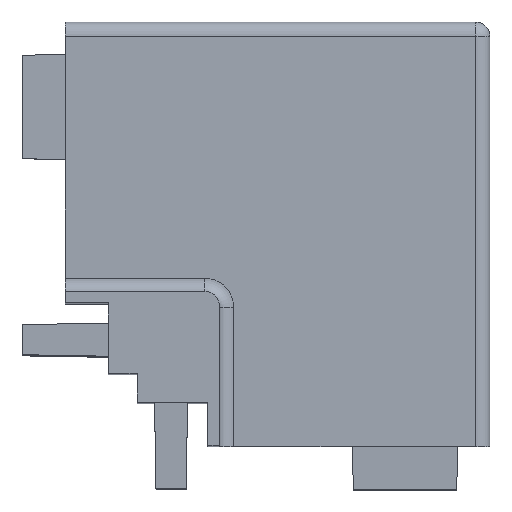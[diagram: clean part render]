
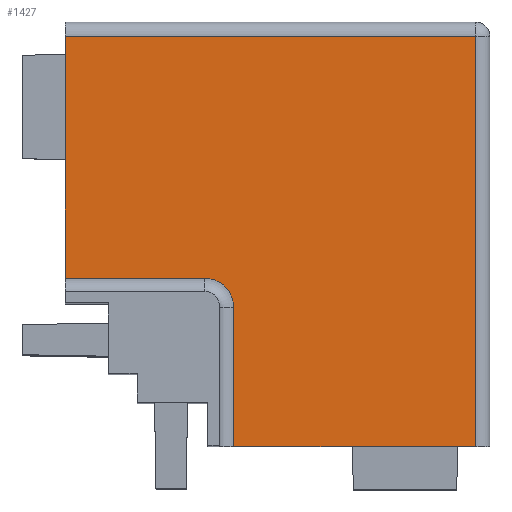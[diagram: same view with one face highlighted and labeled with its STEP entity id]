
A CAD part, top view. The second image highlights one B-rep face of the part: STEP entity #1427.
In plain terms, the highlighted planar face has unit normal (0, 0, 1).
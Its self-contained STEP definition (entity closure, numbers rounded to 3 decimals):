
#67=CIRCLE('',#1559,2.);
#169=FACE_OUTER_BOUND('',#254,.T.);
#254=EDGE_LOOP('',(#1234,#1235,#1236,#1237,#1238,#1239,#1240));
#315=LINE('',#2109,#470);
#332=LINE('',#2156,#487);
#396=LINE('',#2344,#551);
#399=LINE('',#2348,#554);
#408=LINE('',#2374,#563);
#411=LINE('',#2382,#566);
#470=VECTOR('',#1687,10.);
#487=VECTOR('',#1728,10.);
#551=VECTOR('',#1926,10.);
#554=VECTOR('',#1931,10.);
#563=VECTOR('',#1960,10.);
#566=VECTOR('',#1969,10.);
#613=VERTEX_POINT('',#2106);
#614=VERTEX_POINT('',#2108);
#631=VERTEX_POINT('',#2153);
#632=VERTEX_POINT('',#2155);
#688=VERTEX_POINT('',#2338);
#689=VERTEX_POINT('',#2340);
#694=VERTEX_POINT('',#2366);
#756=EDGE_CURVE('',#614,#613,#315,.T.);
#779=EDGE_CURVE('',#631,#632,#332,.T.);
#869=EDGE_CURVE('',#688,#689,#67,.T.);
#871=EDGE_CURVE('',#688,#632,#396,.T.);
#874=EDGE_CURVE('',#689,#613,#399,.T.);
#887=EDGE_CURVE('',#694,#631,#408,.T.);
#891=EDGE_CURVE('',#614,#694,#411,.T.);
#1234=ORIENTED_EDGE('',*,*,#871,.T.);
#1235=ORIENTED_EDGE('',*,*,#779,.F.);
#1236=ORIENTED_EDGE('',*,*,#887,.F.);
#1237=ORIENTED_EDGE('',*,*,#891,.F.);
#1238=ORIENTED_EDGE('',*,*,#756,.T.);
#1239=ORIENTED_EDGE('',*,*,#874,.F.);
#1240=ORIENTED_EDGE('',*,*,#869,.F.);
#1345=PLANE('',#1576);
#1427=ADVANCED_FACE('',(#169),#1345,.T.);
#1559=AXIS2_PLACEMENT_3D('',#2341,#1920,#1921);
#1576=AXIS2_PLACEMENT_3D('',#2384,#1971,#1972);
#1687=DIRECTION('',(0.,-1.,0.));
#1728=DIRECTION('',(-1.,0.,0.));
#1920=DIRECTION('center_axis',(0.,0.,1.));
#1921=DIRECTION('ref_axis',(0.707,0.707,0.));
#1926=DIRECTION('',(0.,-1.,0.));
#1931=DIRECTION('',(-1.,0.,0.));
#1960=DIRECTION('',(0.,-1.,0.));
#1969=DIRECTION('',(1.,0.,0.));
#1971=DIRECTION('center_axis',(0.,0.,1.));
#1972=DIRECTION('ref_axis',(0.,-1.,0.));
#2106=CARTESIAN_POINT('',(-5.3,108.7,-49.8));
#2108=CARTESIAN_POINT('',(-5.3,125.5,-49.8));
#2109=CARTESIAN_POINT('',(-5.3,125.5,-49.8));
#2153=CARTESIAN_POINT('',(23.2,97.,-49.8));
#2155=CARTESIAN_POINT('',(6.4,97.,-49.8));
#2156=CARTESIAN_POINT('',(23.2,97.,-49.8));
#2338=CARTESIAN_POINT('',(6.4,106.7,-49.8));
#2340=CARTESIAN_POINT('',(4.4,108.7,-49.8));
#2341=CARTESIAN_POINT('Origin',(4.4,106.7,-49.8));
#2344=CARTESIAN_POINT('',(6.4,100.,-49.8));
#2348=CARTESIAN_POINT('',(1.55,108.7,-49.8));
#2366=CARTESIAN_POINT('',(23.2,125.5,-49.8));
#2374=CARTESIAN_POINT('',(23.2,100.,-49.8));
#2382=CARTESIAN_POINT('',(8.175,125.5,-49.8));
#2384=CARTESIAN_POINT('Origin',(5.4,107.7,-49.8));
